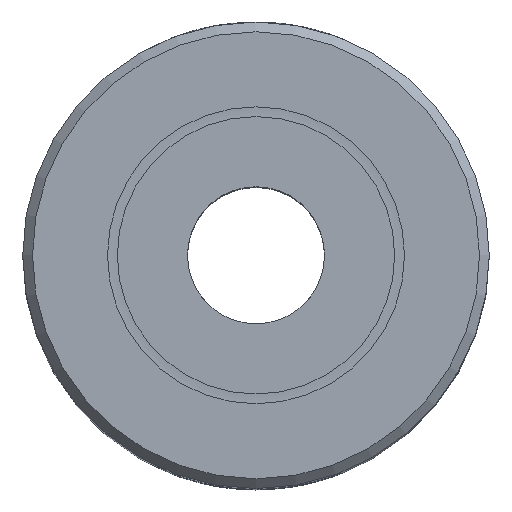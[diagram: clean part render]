
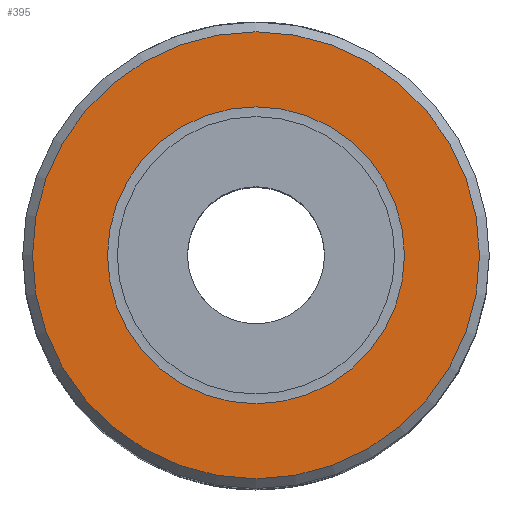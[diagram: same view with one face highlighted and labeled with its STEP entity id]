
A CAD part, top view. The second image highlights one B-rep face of the part: STEP entity #395.
In plain terms, the highlighted planar face has unit normal (0, 0, 1).
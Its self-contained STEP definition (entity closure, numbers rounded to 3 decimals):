
#54=PLANE('',#446);
#67=FACE_BOUND('',#142,.T.);
#109=FACE_OUTER_BOUND('',#141,.T.);
#141=EDGE_LOOP('',(#344));
#142=EDGE_LOOP('',(#345));
#175=CIRCLE('',#431,4.55);
#181=CIRCLE('',#447,6.85);
#208=VERTEX_POINT('',#666);
#230=VERTEX_POINT('',#1151);
#244=EDGE_CURVE('',#208,#208,#175,.F.);
#272=EDGE_CURVE('',#230,#230,#181,.T.);
#344=ORIENTED_EDGE('',*,*,#272,.T.);
#345=ORIENTED_EDGE('',*,*,#244,.T.);
#395=ADVANCED_FACE('',(#109,#67),#54,.T.);
#431=AXIS2_PLACEMENT_3D('',#668,#493,#494);
#446=AXIS2_PLACEMENT_3D('',#1150,#529,#530);
#447=AXIS2_PLACEMENT_3D('',#1152,#531,#532);
#493=DIRECTION('center_axis',(0.,0.,1.));
#494=DIRECTION('ref_axis',(-1.,0.,0.));
#529=DIRECTION('center_axis',(0.,0.,1.));
#530=DIRECTION('ref_axis',(-1.,0.,0.));
#531=DIRECTION('center_axis',(0.,0.,1.));
#532=DIRECTION('ref_axis',(-1.,0.,0.));
#666=CARTESIAN_POINT('',(4.55,0.,25.));
#668=CARTESIAN_POINT('Origin',(0.,0.,25.));
#1150=CARTESIAN_POINT('Origin',(0.,0.,25.));
#1151=CARTESIAN_POINT('',(-6.85,0.,25.));
#1152=CARTESIAN_POINT('Origin',(0.,0.,25.));
